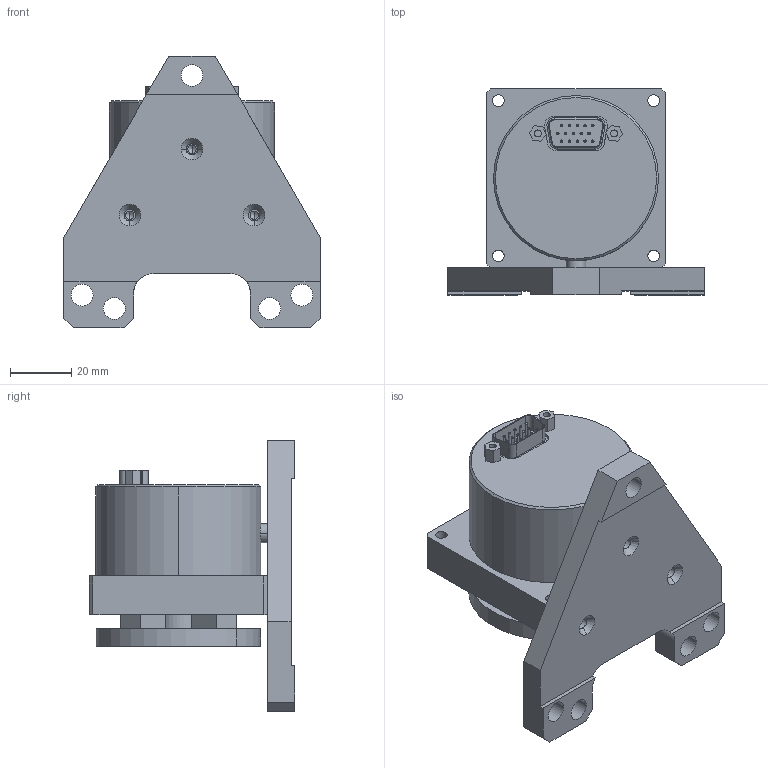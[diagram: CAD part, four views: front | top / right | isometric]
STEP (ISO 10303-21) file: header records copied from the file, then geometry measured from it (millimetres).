
FILE_DESCRIPTION (( 'STEP AP203' ), '1' );
FILE_NAME ('OIM102 Solid Model Simplified.STEP', '2015-05-15T17:44:56', ( '' ), ( '' ), 'SwSTEP 2.0', 'SolidWorks 2011', '' );
FILE_SCHEMA (( 'CONFIG_CONTROL_DESIGN' ));
Length unit declared in the file: inch
Products named in the file (6): OIM102 Solid Model Simplified; 2 INCH CARRIER MODEL_1; OIM100 BODY_1; Spacer DIGIKEY PN 3403K-ND_1; OPTICAL TABLE MOUNTING FOOT_1; 15 PIN HD DIGIKEY PN 8815M-ND_1
Assembly tree (5 placements, depth 2):
  OIM102 Solid Model Simplified
    OIM100 BODY_1
    Spacer DIGIKEY PN 3403K-ND_1
    2 INCH CARRIER MODEL_1
    OPTICAL TABLE MOUNTING FOOT_1
    15 PIN HD DIGIKEY PN 8815M-ND_1
Bounding box: 83.82 x 67.31 x 88.9 mm (x, y, z)
Volume: 155013.5 mm3; surface area: 40046.5 mm2
Topology: 5 solids, 5 shells, 396 faces, 909 edges, 582 vertices
Faces by surface type: cylinder 185, plane 155, bspline 40, cone 16
Entity records: 12430 total; most frequent: CARTESIAN_POINT 2678, DIRECTION 2004, ORIENTED_EDGE 1806, EDGE_CURVE 903, AXIS2_PLACEMENT_3D 780, VERTEX_POINT 582, EDGE_LOOP 491, LINE 444
